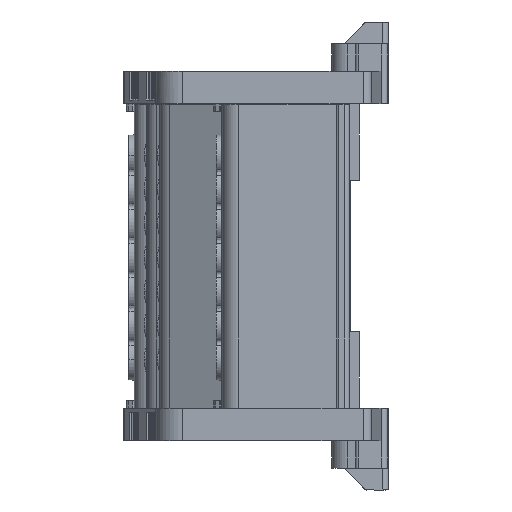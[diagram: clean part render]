
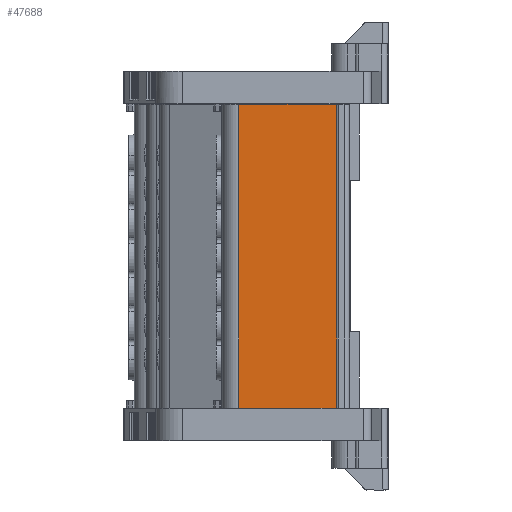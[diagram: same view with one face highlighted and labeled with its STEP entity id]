
A CAD part, left-side view. The second image highlights one B-rep face of the part: STEP entity #47688.
In plain terms, the highlighted planar face has unit normal (-1, 0.018, 0).
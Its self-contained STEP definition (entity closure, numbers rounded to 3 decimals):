
#3029 = VERTEX_POINT ( 'NONE', #83435 ) ;
#3050 = VERTEX_POINT ( 'NONE', #83407 ) ;
#3134 = VERTEX_POINT ( 'NONE', #83547 ) ;
#3254 = VERTEX_POINT ( 'NONE', #81286 ) ;
#11479 = EDGE_LOOP ( 'NONE', ( #68011, #68013, #68009, #67980 ) ) ;
#13717 = VECTOR ( 'NONE', #76171, 1000. ) ;
#13966 = VECTOR ( 'NONE', #124903, 1000. ) ;
#14893 = VECTOR ( 'NONE', #75308, 1000. ) ;
#14921 = VECTOR ( 'NONE', #75304, 1000. ) ;
#41141 = FACE_OUTER_BOUND ( 'NONE', #11479, .T. ) ;
#41149 = PLANE ( 'NONE',  #47809 ) ;
#41155 = CARTESIAN_POINT ( 'NONE',  ( 352.869, -109.702, 190.98 ) ) ;
#41168 = DIRECTION ( 'NONE',  ( -0.017, -1., 0. ) ) ;
#41201 = DIRECTION ( 'NONE',  ( -1., 0.017, 0. ) ) ;
#45952 = EDGE_CURVE ( 'NONE', #3050, #3134, #75317, .T. ) ;
#45970 = EDGE_CURVE ( 'NONE', #3134, #3029, #75379, .T. ) ;
#46223 = EDGE_CURVE ( 'NONE', #3254, #3050, #76179, .T. ) ;
#46354 = EDGE_CURVE ( 'NONE', #3029, #3254, #124895, .T. ) ;
#47688 = ADVANCED_FACE ( 'NONE', ( #41141 ), #41149, .T. ) ;
#47809 = AXIS2_PLACEMENT_3D ( 'NONE', #41155, #41201, #41168 ) ;
#67980 = ORIENTED_EDGE ( 'NONE', *, *, #46354, .T. ) ;
#68009 = ORIENTED_EDGE ( 'NONE', *, *, #45970, .T. ) ;
#68011 = ORIENTED_EDGE ( 'NONE', *, *, #46223, .T. ) ;
#68013 = ORIENTED_EDGE ( 'NONE', *, *, #45952, .T. ) ;
#75302 = CARTESIAN_POINT ( 'NONE',  ( 352.869, -109.702, 96.19 ) ) ;
#75304 = DIRECTION ( 'NONE',  ( 0.017, 1., 0. ) ) ;
#75308 = DIRECTION ( 'NONE',  ( 0., 0., 1. ) ) ;
#75317 = LINE ( 'NONE', #75388, #14893 ) ;
#75379 = LINE ( 'NONE', #75302, #14921 ) ;
#75388 = CARTESIAN_POINT ( 'NONE',  ( 352.869, -109.702, 190.98 ) ) ;
#76131 = CARTESIAN_POINT ( 'NONE',  ( 352.869, -109.702, 40.495 ) ) ;
#76171 = DIRECTION ( 'NONE',  ( -0.017, -1., 0. ) ) ;
#76179 = LINE ( 'NONE', #76131, #13717 ) ;
#81286 = CARTESIAN_POINT ( 'NONE',  ( 353.201, -90.673, 40.495 ) ) ;
#83407 = CARTESIAN_POINT ( 'NONE',  ( 352.869, -109.702, 40.495 ) ) ;
#83435 = CARTESIAN_POINT ( 'NONE',  ( 353.201, -90.673, 96.19 ) ) ;
#83547 = CARTESIAN_POINT ( 'NONE',  ( 352.869, -109.702, 96.19 ) ) ;
#124874 = CARTESIAN_POINT ( 'NONE',  ( 353.201, -90.673, 190.98 ) ) ;
#124895 = LINE ( 'NONE', #124874, #13966 ) ;
#124903 = DIRECTION ( 'NONE',  ( 0., 0., -1. ) ) ;
